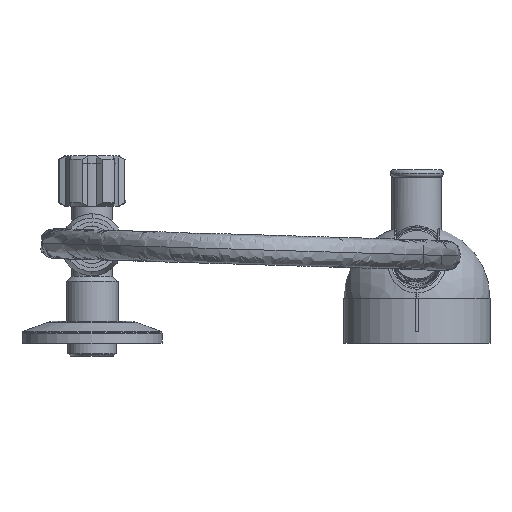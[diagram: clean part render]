
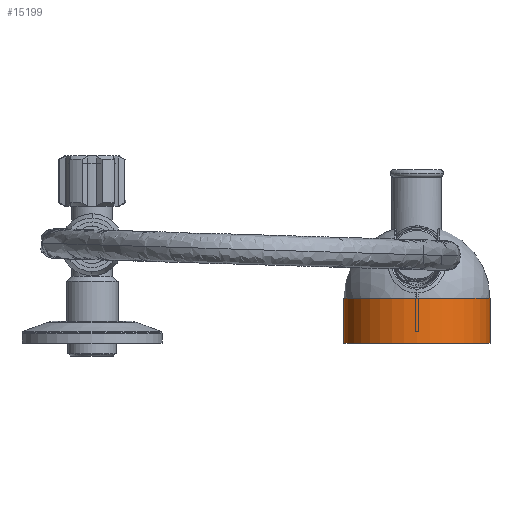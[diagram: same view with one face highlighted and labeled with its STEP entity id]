
A CAD part, front view. The second image highlights one B-rep face of the part: STEP entity #15199.
In plain terms, the highlighted cylindrical face has radius 29.25 mm (diameter 58.5 mm), a partial arc.
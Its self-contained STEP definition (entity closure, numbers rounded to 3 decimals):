
#257 = EDGE_CURVE ( 'NONE', #14356, #14903, #7492, .T. ) ;
#566 = DIRECTION ( 'NONE',  ( 0., 1., 0. ) ) ;
#966 = DIRECTION ( 'NONE',  ( 0., 1., 0. ) ) ;
#1537 = CARTESIAN_POINT ( 'NONE',  ( 29.25, 18., 0. ) ) ;
#1740 = DIRECTION ( 'NONE',  ( 0., 0., 1. ) ) ;
#2430 = EDGE_CURVE ( 'NONE', #11121, #14903, #14057, .T. ) ;
#3414 = VERTEX_POINT ( 'NONE', #7543 ) ;
#3704 = DIRECTION ( 'NONE',  ( 0., 1., 0. ) ) ;
#4540 = DIRECTION ( 'NONE',  ( 0., 1., 0. ) ) ;
#5182 = ORIENTED_EDGE ( 'NONE', *, *, #2430, .T. ) ;
#5582 = CARTESIAN_POINT ( 'NONE',  ( 0., 0., -29.25 ) ) ;
#5762 = CARTESIAN_POINT ( 'NONE',  ( 0., 0., 0. ) ) ;
#5803 = CIRCLE ( 'NONE', #8015, 29.25 ) ;
#6211 = DIRECTION ( 'NONE',  ( 0., 1., 0. ) ) ;
#6976 = CARTESIAN_POINT ( 'NONE',  ( 0., 18., 0. ) ) ;
#7009 = CARTESIAN_POINT ( 'NONE',  ( 0., 0., 29.25 ) ) ;
#7303 = EDGE_CURVE ( 'NONE', #13742, #11121, #10824, .T. ) ;
#7492 = CIRCLE ( 'NONE', #8232, 29.25 ) ;
#7543 = CARTESIAN_POINT ( 'NONE',  ( 0., 18., 29.25 ) ) ;
#8015 = AXIS2_PLACEMENT_3D ( 'NONE', #6976, #9512, #13002 ) ;
#8232 = AXIS2_PLACEMENT_3D ( 'NONE', #12166, #6211, #1740 ) ;
#8572 = CARTESIAN_POINT ( 'NONE',  ( 0., 0., 29.25 ) ) ;
#8601 = ORIENTED_EDGE ( 'NONE', *, *, #7303, .T. ) ;
#9284 = CARTESIAN_POINT ( 'NONE',  ( 0., 0., 0. ) ) ;
#9512 = DIRECTION ( 'NONE',  ( 0., 1., 0. ) ) ;
#9562 = ORIENTED_EDGE ( 'NONE', *, *, #257, .F. ) ;
#9636 = AXIS2_PLACEMENT_3D ( 'NONE', #9284, #966, #14016 ) ;
#9849 = AXIS2_PLACEMENT_3D ( 'NONE', #5762, #4540, #13105 ) ;
#10486 = CARTESIAN_POINT ( 'NONE',  ( 0., 0., -29.25 ) ) ;
#10824 = CIRCLE ( 'NONE', #9849, 29.25 ) ;
#11004 = CARTESIAN_POINT ( 'NONE',  ( 0., 18., -29.25 ) ) ;
#11121 = VERTEX_POINT ( 'NONE', #5582 ) ;
#11152 = LINE ( 'NONE', #8572, #12747 ) ;
#11195 = EDGE_CURVE ( 'NONE', #3414, #14356, #5803, .T. ) ;
#11548 = CYLINDRICAL_SURFACE ( 'NONE', #9636, 29.25 ) ;
#11622 = FACE_OUTER_BOUND ( 'NONE', #14183, .T. ) ;
#12128 = VECTOR ( 'NONE', #3704, 1000. ) ;
#12161 = EDGE_CURVE ( 'NONE', #13742, #3414, #11152, .T. ) ;
#12166 = CARTESIAN_POINT ( 'NONE',  ( 0., 18., 0. ) ) ;
#12747 = VECTOR ( 'NONE', #566, 1000. ) ;
#13002 = DIRECTION ( 'NONE',  ( 0., 0., 1. ) ) ;
#13105 = DIRECTION ( 'NONE',  ( 0., 0., 1. ) ) ;
#13742 = VERTEX_POINT ( 'NONE', #7009 ) ;
#13899 = ORIENTED_EDGE ( 'NONE', *, *, #12161, .F. ) ;
#14016 = DIRECTION ( 'NONE',  ( 0., 0., 1. ) ) ;
#14057 = LINE ( 'NONE', #10486, #12128 ) ;
#14183 = EDGE_LOOP ( 'NONE', ( #8601, #5182, #9562, #14855, #13899 ) ) ;
#14356 = VERTEX_POINT ( 'NONE', #1537 ) ;
#14855 = ORIENTED_EDGE ( 'NONE', *, *, #11195, .F. ) ;
#14903 = VERTEX_POINT ( 'NONE', #11004 ) ;
#15199 = ADVANCED_FACE ( 'NONE', ( #11622 ), #11548, .T. ) ;
